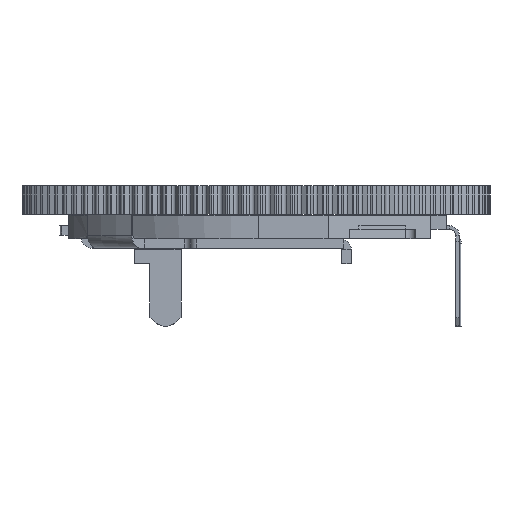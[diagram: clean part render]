
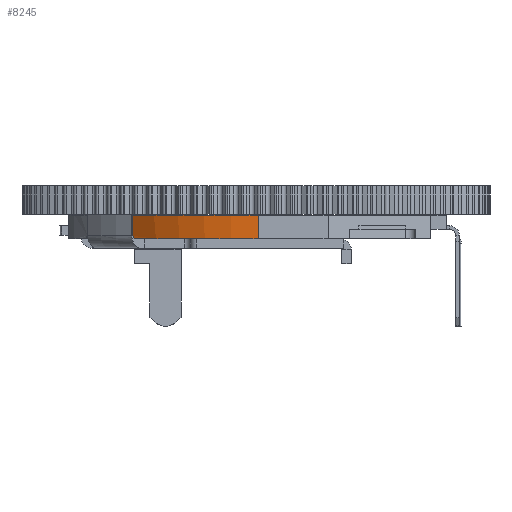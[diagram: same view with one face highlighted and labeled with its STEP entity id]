
A CAD part, left-side view. The second image highlights one B-rep face of the part: STEP entity #8245.
In plain terms, the highlighted cylindrical face has radius 5.9 mm (diameter 11.8 mm), a partial arc.
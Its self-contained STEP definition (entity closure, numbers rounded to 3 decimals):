
#366 = EDGE_LOOP ( 'NONE', ( #2500, #2501, #2502, #2503, #2504 ) ) ;
#2500 = ORIENTED_EDGE ( 'NONE', *, *, #34754, .T. ) ;
#2501 = ORIENTED_EDGE ( 'NONE', *, *, #34753, .T. ) ;
#2502 = ORIENTED_EDGE ( 'NONE', *, *, #34676, .T. ) ;
#2503 = ORIENTED_EDGE ( 'NONE', *, *, #34755, .F. ) ;
#2504 = ORIENTED_EDGE ( 'NONE', *, *, #34740, .F. ) ;
#8245 = ADVANCED_FACE ( 'NONE', ( #18789 ), #18738, .T. ) ;
#17684 = AXIS2_PLACEMENT_3D ( 'NONE', #19550, #19539, #19529 ) ;
#18738 = CYLINDRICAL_SURFACE ( 'NONE', #17684, 5.9 ) ;
#18789 = FACE_OUTER_BOUND ( 'NONE', #366, .T. ) ;
#19529 = DIRECTION ( 'NONE',  ( -1., 0., 0. ) ) ;
#19539 = DIRECTION ( 'NONE',  ( 0., 0., -1. ) ) ;
#19550 = CARTESIAN_POINT ( 'NONE',  ( -1.1, -0.07, 0.76 ) ) ;
#22864 = CARTESIAN_POINT ( 'NONE',  ( -7., -0.07, 0.76 ) ) ;
#22993 = CARTESIAN_POINT ( 'NONE',  ( -5.474, 3.89, 0. ) ) ;
#23017 = CARTESIAN_POINT ( 'NONE',  ( -7., -0.07, 0. ) ) ;
#23035 = CARTESIAN_POINT ( 'NONE',  ( -5.406, 3.963, 0.1 ) ) ;
#23066 = CARTESIAN_POINT ( 'NONE',  ( -5.406, 3.963, 0.76 ) ) ;
#23846 = CARTESIAN_POINT ( 'NONE',  ( -1.1, -0.07, 0. ) ) ;
#23847 = DIRECTION ( 'NONE',  ( 0., 0., 1. ) ) ;
#23848 = DIRECTION ( 'NONE',  ( -1., 0., 0. ) ) ;
#23982 = CARTESIAN_POINT ( 'NONE',  ( -1.1, -0.07, 0.76 ) ) ;
#23991 = DIRECTION ( 'NONE',  ( 0., 0., 1. ) ) ;
#23992 = DIRECTION ( 'NONE',  ( -1., 0., 0. ) ) ;
#24508 = CIRCLE ( 'NONE', #25252, 5.9 ) ;
#24620 = CIRCLE ( 'NONE', #25264, 5.9 ) ;
#24633 = LINE ( 'NONE', #26405, #24638 ) ;
#24638 = VECTOR ( 'NONE', #26406, 1000. ) ;
#24639 = LINE ( 'NONE', #26407, #24640 ) ;
#24640 = VECTOR ( 'NONE', #26408, 1000. ) ;
#25252 = AXIS2_PLACEMENT_3D ( 'NONE', #23846, #23847, #23848 ) ;
#25264 = AXIS2_PLACEMENT_3D ( 'NONE', #23982, #23991, #23992 ) ;
#26393 = CARTESIAN_POINT ( 'NONE',  ( -5.406, 3.963, 0.1 ) ) ;
#26401 = CARTESIAN_POINT ( 'NONE',  ( -5.429, 3.939, 0.067 ) ) ;
#26402 = CARTESIAN_POINT ( 'NONE',  ( -5.451, 3.915, 0.033 ) ) ;
#26403 = CARTESIAN_POINT ( 'NONE',  ( -5.474, 3.89, 0. ) ) ;
#26405 = CARTESIAN_POINT ( 'NONE',  ( -5.406, 3.963, 0.76 ) ) ;
#26406 = DIRECTION ( 'NONE',  ( 0., 0., -1. ) ) ;
#26407 = CARTESIAN_POINT ( 'NONE',  ( -7., -0.07, 0.76 ) ) ;
#26408 = DIRECTION ( 'NONE',  ( 0., 0., -1. ) ) ;
#30570 = VERTEX_POINT ( 'NONE', #22864 ) ;
#33632 = VERTEX_POINT ( 'NONE', #22993 ) ;
#33656 = VERTEX_POINT ( 'NONE', #23017 ) ;
#33674 = VERTEX_POINT ( 'NONE', #23035 ) ;
#33705 = VERTEX_POINT ( 'NONE', #23066 ) ;
#34676 = EDGE_CURVE ( 'NONE', #33632, #33656, #24508, .T. ) ;
#34740 = EDGE_CURVE ( 'NONE', #33705, #30570, #24620, .T. ) ;
#34753 = EDGE_CURVE ( 'NONE', #33674, #33632, #35067, .T. ) ;
#34754 = EDGE_CURVE ( 'NONE', #33705, #33674, #24633, .T. ) ;
#34755 = EDGE_CURVE ( 'NONE', #30570, #33656, #24639, .T. ) ;
#35067 =( BOUNDED_CURVE ( )  B_SPLINE_CURVE ( 3, ( #26393, #26401, #26402, #26403 ),
 .UNSPECIFIED., .F., .T. ) 
 B_SPLINE_CURVE_WITH_KNOTS ( ( 4, 4 ),
 ( 4.745, 4.762 ),
 .UNSPECIFIED. ) 
 CURVE ( )  GEOMETRIC_REPRESENTATION_ITEM ( )  RATIONAL_B_SPLINE_CURVE ( ( 1., 1., 1., 1. ) ) 
 REPRESENTATION_ITEM ( '' )  );
